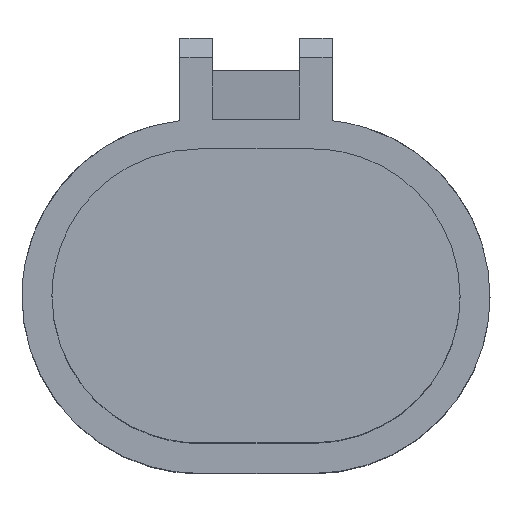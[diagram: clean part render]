
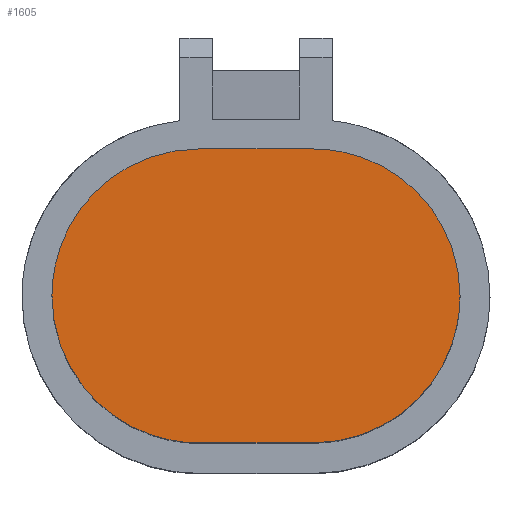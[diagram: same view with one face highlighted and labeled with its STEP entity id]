
A CAD part, top view. The second image highlights one B-rep face of the part: STEP entity #1605.
In plain terms, the highlighted free-form (B-spline) face has degree [1, 1] with [2, 2] control points.
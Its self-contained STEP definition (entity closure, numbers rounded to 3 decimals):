
#1314 = VERTEX_POINT('',#1315);
#1315 = CARTESIAN_POINT('',(7.221,9.754,-21.862)
  );
#1320 = EDGE_CURVE('',#1321,#1314,#1323,.T.);
#1321 = VERTEX_POINT('',#1322);
#1322 = CARTESIAN_POINT('',(2.022,4.555,
    -21.862));
#1323 = ( BOUNDED_CURVE() B_SPLINE_CURVE(2,(#1324,#1325,#1326),
.UNSPECIFIED.,.F.,.F.) B_SPLINE_CURVE_WITH_KNOTS((3,3),(1.571,
3.142),.PIECEWISE_BEZIER_KNOTS.) CURVE() 
GEOMETRIC_REPRESENTATION_ITEM() RATIONAL_B_SPLINE_CURVE((1.,
0.707,1.)) REPRESENTATION_ITEM('') );
#1324 = CARTESIAN_POINT('',(2.022,4.555,
    -21.862));
#1325 = CARTESIAN_POINT('',(7.221,4.555,
    -21.862));
#1326 = CARTESIAN_POINT('',(7.221,9.754,-21.862)
  );
#1351 = EDGE_CURVE('',#1321,#1352,#1354,.T.);
#1352 = VERTEX_POINT('',#1353);
#1353 = CARTESIAN_POINT('',(-2.022,4.555,
    -21.862));
#1354 = B_SPLINE_CURVE_WITH_KNOTS('',1,(#1355,#1356),.UNSPECIFIED.,.F.,
  .F.,(2,2),(-2.1,2.1),.PIECEWISE_BEZIER_KNOTS.);
#1355 = CARTESIAN_POINT('',(2.022,4.555,
    -21.862));
#1356 = CARTESIAN_POINT('',(-2.022,4.555,
    -21.862));
#1380 = EDGE_CURVE('',#1381,#1352,#1383,.T.);
#1381 = VERTEX_POINT('',#1382);
#1382 = CARTESIAN_POINT('',(-7.221,9.754,
    -21.862));
#1383 = ( BOUNDED_CURVE() B_SPLINE_CURVE(2,(#1384,#1385,#1386),
.UNSPECIFIED.,.F.,.F.) B_SPLINE_CURVE_WITH_KNOTS((3,3),(0.,
1.571),.PIECEWISE_BEZIER_KNOTS.) CURVE() 
GEOMETRIC_REPRESENTATION_ITEM() RATIONAL_B_SPLINE_CURVE((1.,
0.707,1.)) REPRESENTATION_ITEM('') );
#1384 = CARTESIAN_POINT('',(-7.221,9.754,-21.862
    ));
#1385 = CARTESIAN_POINT('',(-7.221,4.555,
    -21.862));
#1386 = CARTESIAN_POINT('',(-2.022,4.555,
    -21.862));
#1414 = VERTEX_POINT('',#1415);
#1415 = CARTESIAN_POINT('',(-2.022,14.953,
    -21.862));
#1427 = EDGE_CURVE('',#1414,#1381,#1428,.T.);
#1428 = ( BOUNDED_CURVE() B_SPLINE_CURVE(2,(#1429,#1430,#1431),
.UNSPECIFIED.,.F.,.F.) B_SPLINE_CURVE_WITH_KNOTS((3,3),(4.712,
6.283),.PIECEWISE_BEZIER_KNOTS.) CURVE() 
GEOMETRIC_REPRESENTATION_ITEM() RATIONAL_B_SPLINE_CURVE((1.,
0.707,1.)) REPRESENTATION_ITEM('') );
#1429 = CARTESIAN_POINT('',(-2.022,14.953,
    -21.862));
#1430 = CARTESIAN_POINT('',(-7.221,14.953,
    -21.862));
#1431 = CARTESIAN_POINT('',(-7.221,9.754,
    -21.862));
#1451 = EDGE_CURVE('',#1414,#1452,#1454,.T.);
#1452 = VERTEX_POINT('',#1453);
#1453 = CARTESIAN_POINT('',(2.022,14.953,
    -21.862));
#1454 = B_SPLINE_CURVE_WITH_KNOTS('',1,(#1455,#1456),.UNSPECIFIED.,.F.,
  .F.,(2,2),(-2.1,2.1),.PIECEWISE_BEZIER_KNOTS.);
#1455 = CARTESIAN_POINT('',(-2.022,14.953,
    -21.862));
#1456 = CARTESIAN_POINT('',(2.022,14.953,
    -21.862));
#1479 = EDGE_CURVE('',#1314,#1452,#1480,.T.);
#1480 = ( BOUNDED_CURVE() B_SPLINE_CURVE(2,(#1481,#1482,#1483),
.UNSPECIFIED.,.F.,.F.) B_SPLINE_CURVE_WITH_KNOTS((3,3),(3.142,
4.712),.PIECEWISE_BEZIER_KNOTS.) CURVE() 
GEOMETRIC_REPRESENTATION_ITEM() RATIONAL_B_SPLINE_CURVE((1.,
0.707,1.)) REPRESENTATION_ITEM('') );
#1481 = CARTESIAN_POINT('',(7.221,9.754,-21.862)
  );
#1482 = CARTESIAN_POINT('',(7.221,14.953,
    -21.862));
#1483 = CARTESIAN_POINT('',(2.022,14.953,
    -21.862));
#1605 = ADVANCED_FACE('',(#1606),#1614,.T.);
#1606 = FACE_BOUND('',#1607,.T.);
#1607 = EDGE_LOOP('',(#1608,#1609,#1610,#1611,#1612,#1613));
#1608 = ORIENTED_EDGE('',*,*,#1320,.T.);
#1609 = ORIENTED_EDGE('',*,*,#1479,.T.);
#1610 = ORIENTED_EDGE('',*,*,#1451,.F.);
#1611 = ORIENTED_EDGE('',*,*,#1427,.T.);
#1612 = ORIENTED_EDGE('',*,*,#1380,.T.);
#1613 = ORIENTED_EDGE('',*,*,#1351,.F.);
#1614 = B_SPLINE_SURFACE_WITH_KNOTS('',1,1,(
    (#1615,#1616)
    ,(#1617,#1618
    )),.UNSPECIFIED.,.F.,.F.,.F.,(2,2),(2,2),(-7.5,7.5),(-5.4,
    5.4),.PIECEWISE_BEZIER_KNOTS.);
#1615 = CARTESIAN_POINT('',(7.221,14.953,
    -21.862));
#1616 = CARTESIAN_POINT('',(7.221,4.555,
    -21.862));
#1617 = CARTESIAN_POINT('',(-7.221,14.953,
    -21.862));
#1618 = CARTESIAN_POINT('',(-7.221,4.555,
    -21.862));
